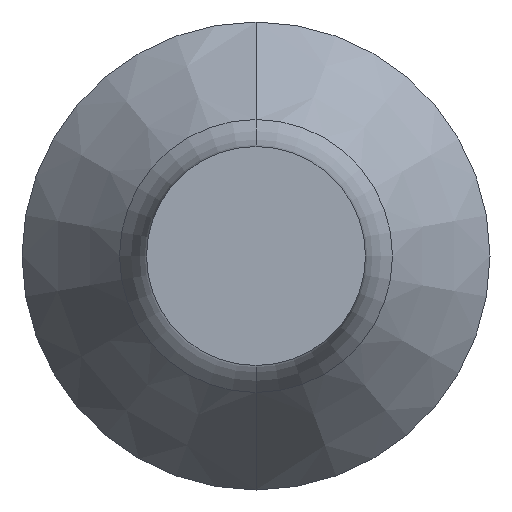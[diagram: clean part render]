
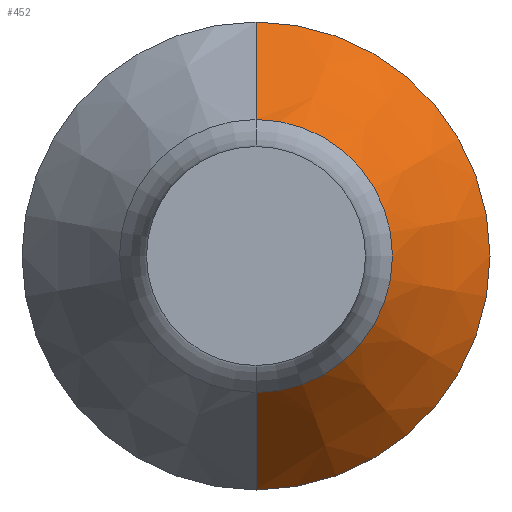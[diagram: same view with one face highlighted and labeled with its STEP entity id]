
A CAD part, front view. The second image highlights one B-rep face of the part: STEP entity #452.
In plain terms, the highlighted conical face has half-angle 35.443 degrees and reference radius 0.935 mm.
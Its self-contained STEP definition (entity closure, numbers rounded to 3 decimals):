
#22 = DIRECTION ( 'NONE',  ( 0., 0., -1. ) ) ;
#25 = DIRECTION ( 'NONE',  ( 0., -1., 0. ) ) ;
#34 = CARTESIAN_POINT ( 'NONE',  ( 0., 10.063, -0.935 ) ) ;
#39 = DIRECTION ( 'NONE',  ( 0., 0.815, -0.58 ) ) ;
#53 = VECTOR ( 'NONE', #39, 1000. ) ;
#68 = EDGE_CURVE ( 'NONE', #314, #524, #321, .T. ) ;
#70 = ORIENTED_EDGE ( 'NONE', *, *, #68, .T. ) ;
#103 = LINE ( 'NONE', #266, #423 ) ;
#157 = CARTESIAN_POINT ( 'NONE',  ( 0., 11.001, 1.603 ) ) ;
#162 = CIRCLE ( 'NONE', #532, 1.603 ) ;
#175 = CARTESIAN_POINT ( 'NONE',  ( 0., 10.063, -0.935 ) ) ;
#190 = VERTEX_POINT ( 'NONE', #157 ) ;
#211 = ORIENTED_EDGE ( 'NONE', *, *, #292, .F. ) ;
#212 = CARTESIAN_POINT ( 'NONE',  ( 0., 11.001, -1.603 ) ) ;
#213 = CARTESIAN_POINT ( 'NONE',  ( 0., 10.063, 0. ) ) ;
#235 = AXIS2_PLACEMENT_3D ( 'NONE', #213, #252, #375 ) ;
#236 = CONICAL_SURFACE ( 'NONE', #258, 0.935, 0.619 ) ;
#252 = DIRECTION ( 'NONE',  ( 0., -1., 0. ) ) ;
#254 = DIRECTION ( 'NONE',  ( 0., 1., 0. ) ) ;
#258 = AXIS2_PLACEMENT_3D ( 'NONE', #337, #254, #374 ) ;
#261 = VERTEX_POINT ( 'NONE', #513 ) ;
#266 = CARTESIAN_POINT ( 'NONE',  ( 0., 10.063, 0.935 ) ) ;
#272 = CARTESIAN_POINT ( 'NONE',  ( 0., 11.001, 0. ) ) ;
#292 = EDGE_CURVE ( 'NONE', #314, #261, #448, .T. ) ;
#314 = VERTEX_POINT ( 'NONE', #175 ) ;
#321 = LINE ( 'NONE', #34, #53 ) ;
#337 = CARTESIAN_POINT ( 'NONE',  ( 0., 10.063, 0. ) ) ;
#364 = EDGE_CURVE ( 'NONE', #524, #190, #162, .T. ) ;
#374 = DIRECTION ( 'NONE',  ( 0., 0., 1. ) ) ;
#375 = DIRECTION ( 'NONE',  ( 0., 0., -1. ) ) ;
#404 = EDGE_CURVE ( 'NONE', #261, #190, #103, .T. ) ;
#411 = EDGE_LOOP ( 'NONE', ( #211, #70, #455, #477 ) ) ;
#423 = VECTOR ( 'NONE', #434, 1000. ) ;
#434 = DIRECTION ( 'NONE',  ( 0., 0.815, 0.58 ) ) ;
#448 = CIRCLE ( 'NONE', #235, 0.935 ) ;
#452 = ADVANCED_FACE ( 'NONE', ( #466 ), #236, .T. ) ;
#455 = ORIENTED_EDGE ( 'NONE', *, *, #364, .T. ) ;
#466 = FACE_OUTER_BOUND ( 'NONE', #411, .T. ) ;
#477 = ORIENTED_EDGE ( 'NONE', *, *, #404, .F. ) ;
#513 = CARTESIAN_POINT ( 'NONE',  ( 0., 10.063, 0.935 ) ) ;
#524 = VERTEX_POINT ( 'NONE', #212 ) ;
#532 = AXIS2_PLACEMENT_3D ( 'NONE', #272, #25, #22 ) ;
